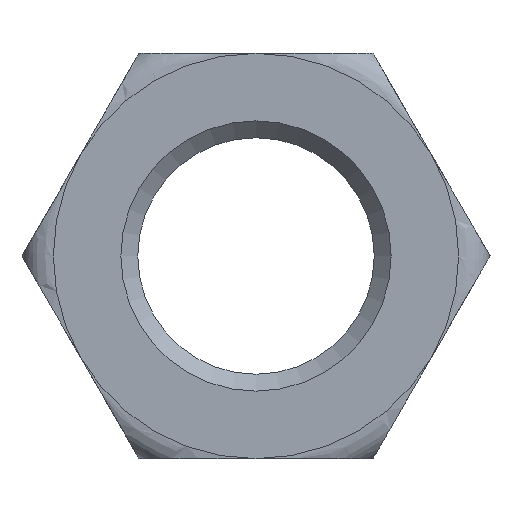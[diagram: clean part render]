
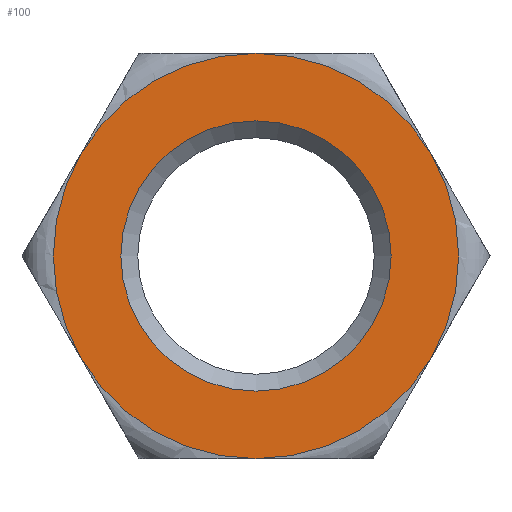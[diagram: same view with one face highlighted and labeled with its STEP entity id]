
A CAD part, front view. The second image highlights one B-rep face of the part: STEP entity #100.
In plain terms, the highlighted planar face has unit normal (0, -1, 0).
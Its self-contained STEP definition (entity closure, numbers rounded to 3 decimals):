
#1 = DIRECTION ( 'NONE',  ( 0., 0., 1. ) ) ;
#54 = CIRCLE ( 'NONE', #270, 12. ) ;
#55 = CARTESIAN_POINT ( 'NONE',  ( 0., -6.5, 12. ) ) ;
#64 = CARTESIAN_POINT ( 'NONE',  ( -10.392, -6.5, -6. ) ) ;
#66 = CARTESIAN_POINT ( 'NONE',  ( 0., -6.5, 0. ) ) ;
#75 = CARTESIAN_POINT ( 'NONE',  ( 0., -6.5, 0. ) ) ;
#88 = AXIS2_PLACEMENT_3D ( 'NONE', #450, #219, #1037 ) ;
#96 = CARTESIAN_POINT ( 'NONE',  ( 10.392, -6.5, -6. ) ) ;
#100 = ADVANCED_FACE ( 'NONE', ( #537, #218 ), #237, .F. ) ;
#103 = CARTESIAN_POINT ( 'NONE',  ( 0., -6.5, 0. ) ) ;
#104 = AXIS2_PLACEMENT_3D ( 'NONE', #498, #900, #589 ) ;
#113 = DIRECTION ( 'NONE',  ( -1., 0., 0. ) ) ;
#142 = AXIS2_PLACEMENT_3D ( 'NONE', #420, #506, #436 ) ;
#162 = CIRCLE ( 'NONE', #553, 12. ) ;
#179 = ORIENTED_EDGE ( 'NONE', *, *, #521, .F. ) ;
#180 = CARTESIAN_POINT ( 'NONE',  ( 0., -6.5, 0. ) ) ;
#197 = ORIENTED_EDGE ( 'NONE', *, *, #820, .F. ) ;
#202 = AXIS2_PLACEMENT_3D ( 'NONE', #75, #372, #390 ) ;
#206 = EDGE_CURVE ( 'NONE', #505, #505, #482, .T. ) ;
#218 = FACE_OUTER_BOUND ( 'NONE', #783, .T. ) ;
#219 = DIRECTION ( 'NONE',  ( 0., 1., 0. ) ) ;
#237 = PLANE ( 'NONE',  #452 ) ;
#267 = EDGE_CURVE ( 'NONE', #858, #1000, #978, .T. ) ;
#270 = AXIS2_PLACEMENT_3D ( 'NONE', #180, #488, #814 ) ;
#271 = EDGE_CURVE ( 'NONE', #813, #539, #552, .T. ) ;
#280 = DIRECTION ( 'NONE',  ( 0., 1., 0. ) ) ;
#299 = DIRECTION ( 'NONE',  ( 0., 1., 0. ) ) ;
#302 = CIRCLE ( 'NONE', #202, 12. ) ;
#305 = DIRECTION ( 'NONE',  ( 1., 0., 0. ) ) ;
#348 = CIRCLE ( 'NONE', #88, 12. ) ;
#349 = ORIENTED_EDGE ( 'NONE', *, *, #267, .F. ) ;
#364 = ORIENTED_EDGE ( 'NONE', *, *, #808, .F. ) ;
#372 = DIRECTION ( 'NONE',  ( 0., 1., 0. ) ) ;
#390 = DIRECTION ( 'NONE',  ( 1., 0., 0. ) ) ;
#391 = VERTEX_POINT ( 'NONE', #64 ) ;
#420 = CARTESIAN_POINT ( 'NONE',  ( 0., -6.5, 0. ) ) ;
#436 = DIRECTION ( 'NONE',  ( 0., 0., 1. ) ) ;
#450 = CARTESIAN_POINT ( 'NONE',  ( 0., -6.5, 0. ) ) ;
#452 = AXIS2_PLACEMENT_3D ( 'NONE', #1017, #1036, #1 ) ;
#482 = CIRCLE ( 'NONE', #142, 8. ) ;
#487 = ORIENTED_EDGE ( 'NONE', *, *, #271, .F. ) ;
#488 = DIRECTION ( 'NONE',  ( 0., 1., 0. ) ) ;
#498 = CARTESIAN_POINT ( 'NONE',  ( 0., -6.5, 0. ) ) ;
#505 = VERTEX_POINT ( 'NONE', #592 ) ;
#506 = DIRECTION ( 'NONE',  ( 0., 1., 0. ) ) ;
#521 = EDGE_CURVE ( 'NONE', #539, #821, #54, .T. ) ;
#537 = FACE_BOUND ( 'NONE', #815, .T. ) ;
#539 = VERTEX_POINT ( 'NONE', #96 ) ;
#552 = CIRCLE ( 'NONE', #104, 12. ) ;
#553 = AXIS2_PLACEMENT_3D ( 'NONE', #66, #299, #305 ) ;
#589 = DIRECTION ( 'NONE',  ( 1., 0., 0. ) ) ;
#592 = CARTESIAN_POINT ( 'NONE',  ( 0., -6.5, 8. ) ) ;
#712 = CARTESIAN_POINT ( 'NONE',  ( 10.392, -6.5, 6. ) ) ;
#742 = ORIENTED_EDGE ( 'NONE', *, *, #206, .T. ) ;
#783 = EDGE_LOOP ( 'NONE', ( #179, #487, #863, #349, #364, #197 ) ) ;
#808 = EDGE_CURVE ( 'NONE', #391, #858, #302, .T. ) ;
#813 = VERTEX_POINT ( 'NONE', #712 ) ;
#814 = DIRECTION ( 'NONE',  ( 1., 0., 0. ) ) ;
#815 = EDGE_LOOP ( 'NONE', ( #742 ) ) ;
#820 = EDGE_CURVE ( 'NONE', #821, #391, #348, .T. ) ;
#821 = VERTEX_POINT ( 'NONE', #957 ) ;
#854 = EDGE_CURVE ( 'NONE', #1000, #813, #162, .T. ) ;
#858 = VERTEX_POINT ( 'NONE', #937 ) ;
#863 = ORIENTED_EDGE ( 'NONE', *, *, #854, .F. ) ;
#900 = DIRECTION ( 'NONE',  ( 0., 1., 0. ) ) ;
#937 = CARTESIAN_POINT ( 'NONE',  ( -10.392, -6.5, 6. ) ) ;
#957 = CARTESIAN_POINT ( 'NONE',  ( 0., -6.5, -12. ) ) ;
#978 = CIRCLE ( 'NONE', #1012, 12. ) ;
#1000 = VERTEX_POINT ( 'NONE', #55 ) ;
#1012 = AXIS2_PLACEMENT_3D ( 'NONE', #103, #280, #113 ) ;
#1017 = CARTESIAN_POINT ( 'NONE',  ( 0., -6.5, 0. ) ) ;
#1036 = DIRECTION ( 'NONE',  ( 0., 1., 0. ) ) ;
#1037 = DIRECTION ( 'NONE',  ( 1., 0., 0. ) ) ;
